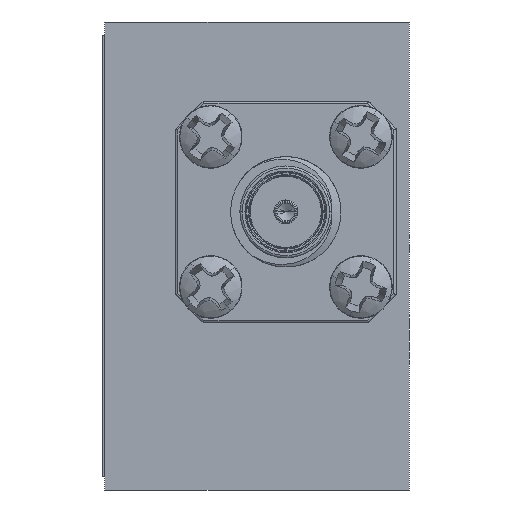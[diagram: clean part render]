
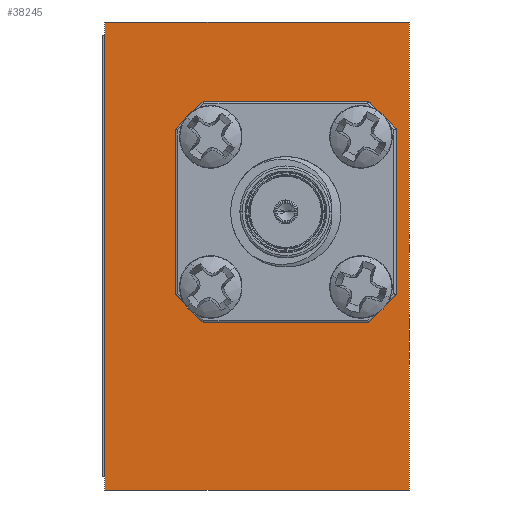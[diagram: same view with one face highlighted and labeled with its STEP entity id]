
A CAD part, left-side view. The second image highlights one B-rep face of the part: STEP entity #38245.
In plain terms, the highlighted planar face has unit normal (-1, 0, 0).
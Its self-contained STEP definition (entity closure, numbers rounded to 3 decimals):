
#174 = AXIS2_PLACEMENT_3D ( 'NONE', #12058, #7672, #1862 ) ;
#250 = CARTESIAN_POINT ( 'NONE',  ( 0., 2.794, -16.332 ) ) ;
#338 = AXIS2_PLACEMENT_3D ( 'NONE', #44688, #18069, #12809 ) ;
#477 = EDGE_LOOP ( 'NONE', ( #17039, #27695, #52821, #17630 ) ) ;
#691 = ORIENTED_EDGE ( 'NONE', *, *, #50146, .F. ) ;
#808 = VERTEX_POINT ( 'NONE', #20188 ) ;
#1204 = VECTOR ( 'NONE', #33068, 1000. ) ;
#1254 = AXIS2_PLACEMENT_3D ( 'NONE', #29640, #38729, #53009 ) ;
#1862 = DIRECTION ( 'NONE',  ( 0., 0., 1. ) ) ;
#3090 = DIRECTION ( 'NONE',  ( -1., 0., 0. ) ) ;
#3134 = EDGE_CURVE ( 'NONE', #49696, #50144, #52609, .T. ) ;
#4045 = LINE ( 'NONE', #39727, #25950 ) ;
#4359 = ORIENTED_EDGE ( 'NONE', *, *, #9080, .F. ) ;
#4724 = FACE_BOUND ( 'NONE', #23647, .T. ) ;
#5138 = CARTESIAN_POINT ( 'NONE',  ( 0., 2.794, -6.604 ) ) ;
#5501 = VERTEX_POINT ( 'NONE', #18489 ) ;
#5561 = EDGE_CURVE ( 'NONE', #808, #38909, #51198, .T. ) ;
#6199 = CARTESIAN_POINT ( 'NONE',  ( 0., 17.526, 0. ) ) ;
#7148 = CARTESIAN_POINT ( 'NONE',  ( 0., 2.794, -7.696 ) ) ;
#7448 = CARTESIAN_POINT ( 'NONE',  ( 0., 0., -26.924 ) ) ;
#7672 = DIRECTION ( 'NONE',  ( -1., 0., 0. ) ) ;
#8041 = VERTEX_POINT ( 'NONE', #28152 ) ;
#9080 = EDGE_CURVE ( 'NONE', #51744, #34819, #48959, .T. ) ;
#9100 = FACE_BOUND ( 'NONE', #55892, .T. ) ;
#9258 = CARTESIAN_POINT ( 'NONE',  ( 0., 7.112, -10.922 ) ) ;
#9424 = CIRCLE ( 'NONE', #52368, 1.092 ) ;
#9681 = FACE_BOUND ( 'NONE', #21345, .T. ) ;
#9785 = VERTEX_POINT ( 'NONE', #7448 ) ;
#9966 = FACE_OUTER_BOUND ( 'NONE', #477, .T. ) ;
#11357 = CARTESIAN_POINT ( 'NONE',  ( 0., 7.112, -10.922 ) ) ;
#11605 = ORIENTED_EDGE ( 'NONE', *, *, #36922, .F. ) ;
#12058 = CARTESIAN_POINT ( 'NONE',  ( 0., 2.794, -15.24 ) ) ;
#12807 = AXIS2_PLACEMENT_3D ( 'NONE', #20045, #3090, #20907 ) ;
#12809 = DIRECTION ( 'NONE',  ( 0., 0., 1. ) ) ;
#13129 = LINE ( 'NONE', #21908, #38984 ) ;
#13830 = CIRCLE ( 'NONE', #30517, 1.092 ) ;
#13906 = CARTESIAN_POINT ( 'NONE',  ( 0., 17.526, 0. ) ) ;
#14311 = VERTEX_POINT ( 'NONE', #38109 ) ;
#14628 = DIRECTION ( 'NONE',  ( 0., 0., -1. ) ) ;
#14977 = DIRECTION ( 'NONE',  ( 0., 0., 1. ) ) ;
#15419 = CARTESIAN_POINT ( 'NONE',  ( 0., 17.526, -26.924 ) ) ;
#15837 = CARTESIAN_POINT ( 'NONE',  ( 0., 2.794, -6.604 ) ) ;
#16648 = DIRECTION ( 'NONE',  ( 0., 0., 1. ) ) ;
#17039 = ORIENTED_EDGE ( 'NONE', *, *, #47178, .T. ) ;
#17099 = ORIENTED_EDGE ( 'NONE', *, *, #56041, .F. ) ;
#17484 = CIRCLE ( 'NONE', #55778, 0.635 ) ;
#17620 = ORIENTED_EDGE ( 'NONE', *, *, #21235, .F. ) ;
#17630 = ORIENTED_EDGE ( 'NONE', *, *, #17868, .T. ) ;
#17868 = EDGE_CURVE ( 'NONE', #39584, #9785, #4045, .T. ) ;
#18069 = DIRECTION ( 'NONE',  ( -1., 0., 0. ) ) ;
#18222 = ORIENTED_EDGE ( 'NONE', *, *, #56305, .F. ) ;
#18288 = DIRECTION ( 'NONE',  ( 0., 0., 1. ) ) ;
#18489 = CARTESIAN_POINT ( 'NONE',  ( 0., 11.43, -7.696 ) ) ;
#19070 = ORIENTED_EDGE ( 'NONE', *, *, #46018, .F. ) ;
#20045 = CARTESIAN_POINT ( 'NONE',  ( 0., 11.43, -6.604 ) ) ;
#20188 = CARTESIAN_POINT ( 'NONE',  ( 0., 17.526, 0. ) ) ;
#20229 = CIRCLE ( 'NONE', #52922, 1.092 ) ;
#20665 = DIRECTION ( 'NONE',  ( -1., 0., 0. ) ) ;
#20907 = DIRECTION ( 'NONE',  ( 0., 0., 1. ) ) ;
#21235 = EDGE_CURVE ( 'NONE', #5501, #8041, #36710, .T. ) ;
#21345 = EDGE_LOOP ( 'NONE', ( #11605, #22190 ) ) ;
#21908 = CARTESIAN_POINT ( 'NONE',  ( 0., 0., 0. ) ) ;
#22137 = DIRECTION ( 'NONE',  ( -1., 0., 0. ) ) ;
#22190 = ORIENTED_EDGE ( 'NONE', *, *, #3134, .F. ) ;
#22560 = CARTESIAN_POINT ( 'NONE',  ( 0., 17.526, 0. ) ) ;
#22859 = FACE_BOUND ( 'NONE', #34816, .T. ) ;
#22988 = DIRECTION ( 'NONE',  ( -1., 0., 0. ) ) ;
#23647 = EDGE_LOOP ( 'NONE', ( #18222, #17620 ) ) ;
#25135 = CARTESIAN_POINT ( 'NONE',  ( 0., 7.112, -10.287 ) ) ;
#25950 = VECTOR ( 'NONE', #26553, 1000. ) ;
#26553 = DIRECTION ( 'NONE',  ( 0., -1., 0. ) ) ;
#27361 = CARTESIAN_POINT ( 'NONE',  ( 0., 2.794, -14.148 ) ) ;
#27695 = ORIENTED_EDGE ( 'NONE', *, *, #5561, .F. ) ;
#27959 = CARTESIAN_POINT ( 'NONE',  ( 0., 11.43, -16.332 ) ) ;
#28152 = CARTESIAN_POINT ( 'NONE',  ( 0., 11.43, -5.512 ) ) ;
#28633 = DIRECTION ( 'NONE',  ( -1., 0., 0. ) ) ;
#29047 = EDGE_LOOP ( 'NONE', ( #37360, #19070 ) ) ;
#29640 = CARTESIAN_POINT ( 'NONE',  ( 0., 11.43, -6.604 ) ) ;
#30517 = AXIS2_PLACEMENT_3D ( 'NONE', #47652, #42435, #16648 ) ;
#31008 = ORIENTED_EDGE ( 'NONE', *, *, #36076, .F. ) ;
#32240 = VERTEX_POINT ( 'NONE', #36226 ) ;
#32569 = DIRECTION ( 'NONE',  ( 0., 0., 1. ) ) ;
#33068 = DIRECTION ( 'NONE',  ( 0., -1., 0. ) ) ;
#33900 = AXIS2_PLACEMENT_3D ( 'NONE', #22560, #54698, #14628 ) ;
#34391 = DIRECTION ( 'NONE',  ( 0., 0., 1. ) ) ;
#34577 = CIRCLE ( 'NONE', #57027, 1.092 ) ;
#34816 = EDGE_LOOP ( 'NONE', ( #4359, #17099 ) ) ;
#34819 = VERTEX_POINT ( 'NONE', #43167 ) ;
#34983 = EDGE_CURVE ( 'NONE', #39584, #808, #54227, .T. ) ;
#35343 = VECTOR ( 'NONE', #18288, 1000. ) ;
#36003 = FACE_BOUND ( 'NONE', #29047, .T. ) ;
#36076 = EDGE_CURVE ( 'NONE', #54874, #14311, #34577, .T. ) ;
#36226 = CARTESIAN_POINT ( 'NONE',  ( 0., 11.43, -14.148 ) ) ;
#36710 = CIRCLE ( 'NONE', #1254, 1.092 ) ;
#36860 = PLANE ( 'NONE',  #33900 ) ;
#36922 = EDGE_CURVE ( 'NONE', #50144, #49696, #45925, .T. ) ;
#37360 = ORIENTED_EDGE ( 'NONE', *, *, #45094, .F. ) ;
#38109 = CARTESIAN_POINT ( 'NONE',  ( 0., 2.794, -5.512 ) ) ;
#38245 = ADVANCED_FACE ( 'NONE', ( #9966, #22859, #9681, #9100, #4724, #36003 ), #36860, .F. ) ;
#38729 = DIRECTION ( 'NONE',  ( -1., 0., 0. ) ) ;
#38909 = VERTEX_POINT ( 'NONE', #44359 ) ;
#38984 = VECTOR ( 'NONE', #39761, 1000. ) ;
#39584 = VERTEX_POINT ( 'NONE', #15419 ) ;
#39727 = CARTESIAN_POINT ( 'NONE',  ( 0., 17.526, -26.924 ) ) ;
#39761 = DIRECTION ( 'NONE',  ( 0., 0., 1. ) ) ;
#40578 = AXIS2_PLACEMENT_3D ( 'NONE', #11357, #28633, #50558 ) ;
#41382 = VERTEX_POINT ( 'NONE', #27959 ) ;
#42435 = DIRECTION ( 'NONE',  ( -1., 0., 0. ) ) ;
#43167 = CARTESIAN_POINT ( 'NONE',  ( 0., 7.112, -11.557 ) ) ;
#44359 = CARTESIAN_POINT ( 'NONE',  ( 0., 0., 0. ) ) ;
#44688 = CARTESIAN_POINT ( 'NONE',  ( 0., 2.794, -15.24 ) ) ;
#45094 = EDGE_CURVE ( 'NONE', #32240, #41382, #20229, .T. ) ;
#45925 = CIRCLE ( 'NONE', #174, 1.092 ) ;
#46018 = EDGE_CURVE ( 'NONE', #41382, #32240, #13830, .T. ) ;
#47178 = EDGE_CURVE ( 'NONE', #9785, #38909, #13129, .T. ) ;
#47652 = CARTESIAN_POINT ( 'NONE',  ( 0., 11.43, -15.24 ) ) ;
#48169 = CARTESIAN_POINT ( 'NONE',  ( 0., 11.43, -15.24 ) ) ;
#48301 = CIRCLE ( 'NONE', #12807, 1.092 ) ;
#48959 = CIRCLE ( 'NONE', #40578, 0.635 ) ;
#49696 = VERTEX_POINT ( 'NONE', #250 ) ;
#50144 = VERTEX_POINT ( 'NONE', #27361 ) ;
#50146 = EDGE_CURVE ( 'NONE', #14311, #54874, #9424, .T. ) ;
#50558 = DIRECTION ( 'NONE',  ( 0., 0., 1. ) ) ;
#51198 = LINE ( 'NONE', #6199, #1204 ) ;
#51744 = VERTEX_POINT ( 'NONE', #25135 ) ;
#52368 = AXIS2_PLACEMENT_3D ( 'NONE', #5138, #22988, #32569 ) ;
#52609 = CIRCLE ( 'NONE', #338, 1.092 ) ;
#52821 = ORIENTED_EDGE ( 'NONE', *, *, #34983, .F. ) ;
#52922 = AXIS2_PLACEMENT_3D ( 'NONE', #48169, #20665, #34391 ) ;
#53009 = DIRECTION ( 'NONE',  ( 0., 0., 1. ) ) ;
#54227 = LINE ( 'NONE', #13906, #35343 ) ;
#54698 = DIRECTION ( 'NONE',  ( 1., 0., 0. ) ) ;
#54874 = VERTEX_POINT ( 'NONE', #7148 ) ;
#55351 = DIRECTION ( 'NONE',  ( -1., 0., 0. ) ) ;
#55778 = AXIS2_PLACEMENT_3D ( 'NONE', #9258, #22137, #57240 ) ;
#55892 = EDGE_LOOP ( 'NONE', ( #691, #31008 ) ) ;
#56041 = EDGE_CURVE ( 'NONE', #34819, #51744, #17484, .T. ) ;
#56305 = EDGE_CURVE ( 'NONE', #8041, #5501, #48301, .T. ) ;
#57027 = AXIS2_PLACEMENT_3D ( 'NONE', #15837, #55351, #14977 ) ;
#57240 = DIRECTION ( 'NONE',  ( 0., 0., 1. ) ) ;
